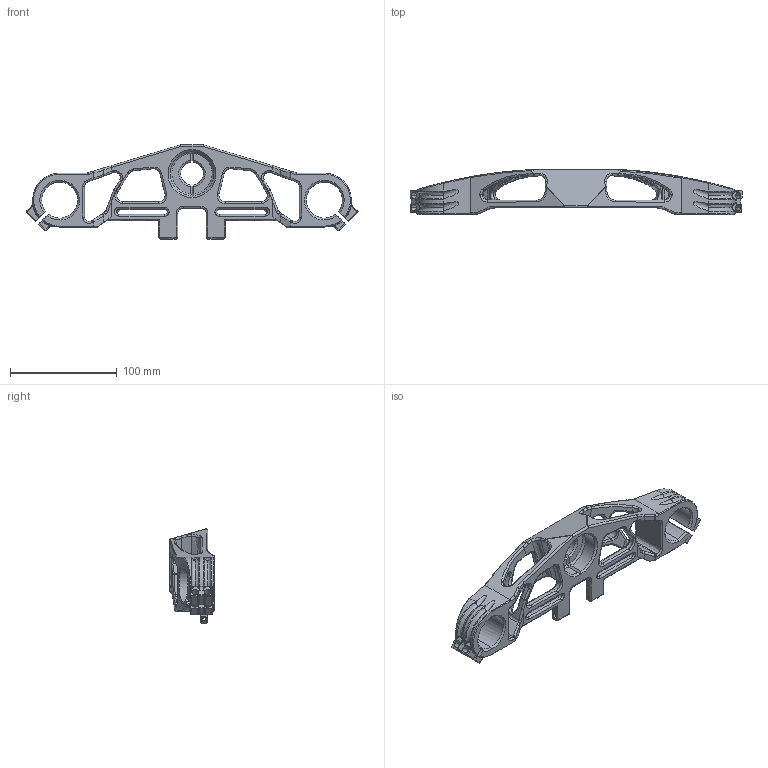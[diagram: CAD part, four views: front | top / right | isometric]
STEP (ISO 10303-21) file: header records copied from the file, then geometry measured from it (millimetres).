
FILE_DESCRIPTION(('FreeCAD Model'),'2;1');
FILE_NAME('Open CASCADE Shape Model','2025-04-27T01:30:23',('FreeCAD'),( 'FreeCAD'),'Open CASCADE STEP processor 7.6','FreeCAD','Unknown');
FILE_SCHEMA(('AUTOMOTIVE_DESIGN { 1 0 10303 214 1 1 1 1 }'));
Products named in the file (1): Open CASCADE STEP translator 7.6 1
Bounding box: 310.68 x 42.09 x 88.23 mm (x, y, z)
Volume: 200781 mm3; surface area: 68809.6 mm2
Topology: 1 solids, 1 shells, 932 faces, 2366 edges, 1359 vertices
Faces by surface type: bspline 932
Entity records: 43041 total; most frequent: CARTESIAN_POINT 30418, ORIENTED_EDGE 4622, EDGE_CURVE 2311, VERTEX_POINT 1359, B_SPLINE_CURVE_WITH_KNOTS 1286, FACE_BOUND 956, EDGE_LOOP 956, ADVANCED_FACE 932
